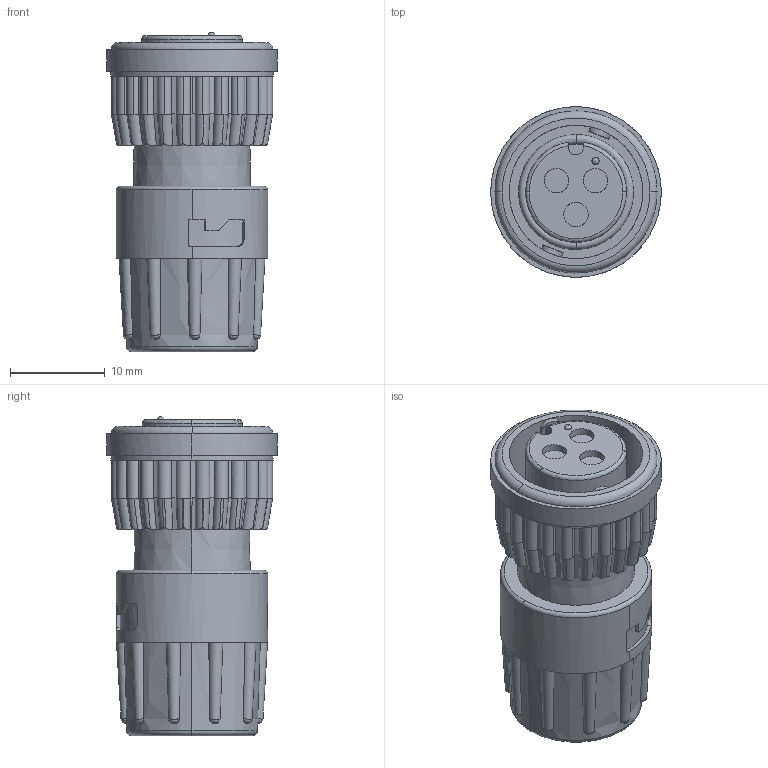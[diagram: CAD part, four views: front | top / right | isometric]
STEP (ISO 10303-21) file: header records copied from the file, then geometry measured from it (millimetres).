
FILE_DESCRIPTION (( 'STEP AP203' ), '1' );
FILE_NAME ('6380-3SG-3XX.STEP', '2018-02-12T17:24:30', ( '' ), ( '' ), 'SwSTEP 2.0', 'SolidWorks 2017', '' );
FILE_SCHEMA (( 'CONFIG_CONTROL_DESIGN' ));
Length unit declared in the file: inch
Products named in the file (1): 6380-3SG-3XX
Bounding box: 18.03 x 18.02 x 33.76 mm (x, y, z)
Volume: 5458.6 mm3; surface area: 3079.7 mm2
Topology: 1 solids, 1 shells, 319 faces, 924 edges, 618 vertices
Faces by surface type: cylinder 187, plane 72, torus 35, bspline 20, cone 4, sphere 1
Entity records: 17808 total; most frequent: CARTESIAN_POINT 10455, ORIENTED_EDGE 1842, DIRECTION 1044, EDGE_CURVE 921, VERTEX_POINT 616, B_SPLINE_CURVE_WITH_KNOTS 575, AXIS2_PLACEMENT_3D 403, EDGE_LOOP 331
